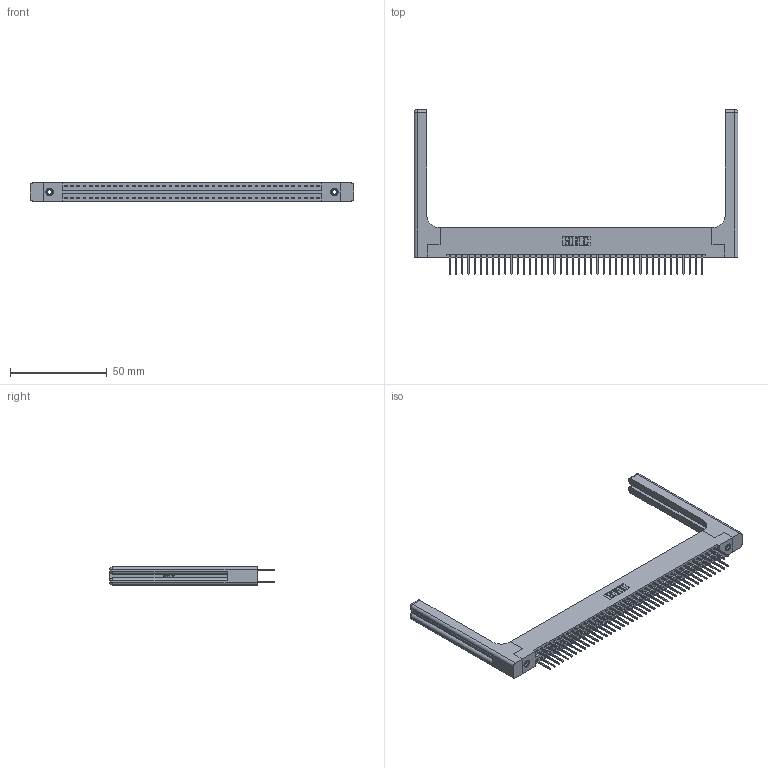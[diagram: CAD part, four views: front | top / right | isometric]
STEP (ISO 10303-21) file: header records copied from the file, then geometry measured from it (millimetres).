
FILE_DESCRIPTION (( 'STEP AP203' ), '1' );
FILE_NAME ('346-084-526-258.STEP', '2022-05-25T19:54:10', ( '' ), ( '' ), 'SwSTEP 2.0', 'SolidWorks 2020', '' );
FILE_SCHEMA (( 'CONFIG_CONTROL_DESIGN' ));
Length unit declared in the file: inch
Products named in the file (5): 345-292-001_345-293-126; 346 Part_Flush Mounting Lugs - 0.156 Dia-TH; 346-084-526-258; 345-250-001_345-250-001-102; 346-220-058_345-220-058
Assembly tree (89 placements, depth 2):
  346-084-526-258
    346 Part_Flush Mounting Lugs - 0.156 Dia-TH
    345-292-001_345-293-126  x84
    345-250-001_345-250-001-102  x2
    346-220-058_345-220-058  x2
Bounding box: 167.41 x 85.09 x 9.4 mm (x, y, z)
Volume: 23938.6 mm3; surface area: 28227.7 mm2
Topology: 89 solids, 89 shells, 4760 faces, 14051 edges, 9234 vertices
Faces by surface type: plane 3178, cylinder 1522, bspline 36, cone 12, sphere 8, torus 4
Entity records: 33026 total; most frequent: CARTESIAN_POINT 6455, ORIENTED_EDGE 5184, DIRECTION 4672, EDGE_CURVE 2592, VECTOR 2200, LINE 2200, VERTEX_POINT 1718, AXIS2_PLACEMENT_3D 1236
